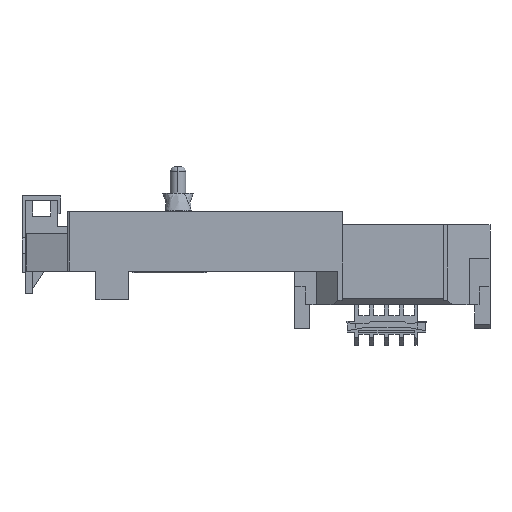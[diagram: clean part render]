
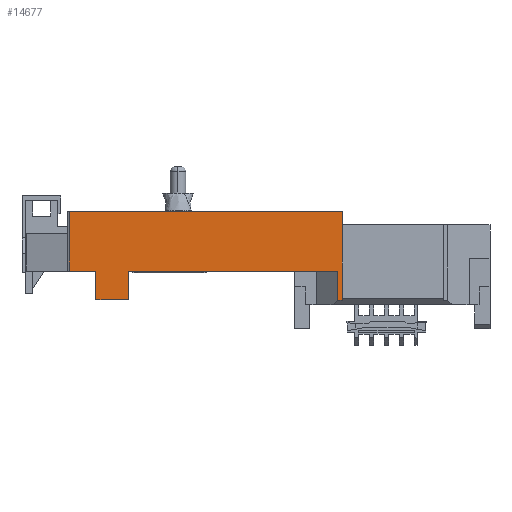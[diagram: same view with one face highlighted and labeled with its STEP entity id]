
A CAD part, left-side view. The second image highlights one B-rep face of the part: STEP entity #14677.
In plain terms, the highlighted planar face has unit normal (-1, 0, 0).
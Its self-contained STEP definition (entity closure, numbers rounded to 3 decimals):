
#54 = DIRECTION ( 'NONE',  ( 0., 0., -1. ) ) ;
#70 = EDGE_CURVE ( 'NONE', #8232, #1879, #1205, .T. ) ;
#101 = VECTOR ( 'NONE', #54, 1000. ) ;
#104 = VERTEX_POINT ( 'NONE', #11708 ) ;
#155 = ORIENTED_EDGE ( 'NONE', *, *, #7825, .F. ) ;
#160 = DIRECTION ( 'NONE',  ( 0., -1., 0. ) ) ;
#289 = CARTESIAN_POINT ( 'NONE',  ( -53., 35., 0. ) ) ;
#418 = EDGE_CURVE ( 'NONE', #14231, #104, #12646, .T. ) ;
#494 = LINE ( 'NONE', #7709, #101 ) ;
#554 = CARTESIAN_POINT ( 'NONE',  ( -53., 50., -13. ) ) ;
#626 = VECTOR ( 'NONE', #12815, 1000. ) ;
#799 = VERTEX_POINT ( 'NONE', #13178 ) ;
#844 = VERTEX_POINT ( 'NONE', #554 ) ;
#1093 = DIRECTION ( 'NONE',  ( 0., 0., -1. ) ) ;
#1205 = LINE ( 'NONE', #7851, #626 ) ;
#1838 = CARTESIAN_POINT ( 'NONE',  ( -53., -62., 21. ) ) ;
#1879 = VERTEX_POINT ( 'NONE', #14601 ) ;
#2123 = VECTOR ( 'NONE', #160, 1000. ) ;
#2323 = DIRECTION ( 'NONE',  ( 1., 0., 0. ) ) ;
#2475 = EDGE_CURVE ( 'NONE', #844, #12685, #3248, .T. ) ;
#2638 = ORIENTED_EDGE ( 'NONE', *, *, #2475, .F. ) ;
#2753 = LINE ( 'NONE', #13535, #8367 ) ;
#3248 = LINE ( 'NONE', #6814, #13043 ) ;
#3308 = EDGE_CURVE ( 'NONE', #9712, #11013, #4505, .T. ) ;
#3561 = VECTOR ( 'NONE', #9067, 1000. ) ;
#3595 = PLANE ( 'NONE',  #14054 ) ;
#4074 = ORIENTED_EDGE ( 'NONE', *, *, #15095, .T. ) ;
#4505 = LINE ( 'NONE', #11654, #2123 ) ;
#4932 = LINE ( 'NONE', #8499, #12950 ) ;
#5047 = VERTEX_POINT ( 'NONE', #1838 ) ;
#5334 = ORIENTED_EDGE ( 'NONE', *, *, #11759, .T. ) ;
#5982 = CARTESIAN_POINT ( 'NONE',  ( -53., 35., -13. ) ) ;
#6354 = FACE_OUTER_BOUND ( 'NONE', #14798, .T. ) ;
#6579 = LINE ( 'NONE', #7777, #3561 ) ;
#6596 = EDGE_CURVE ( 'NONE', #104, #8232, #10139, .T. ) ;
#6814 = CARTESIAN_POINT ( 'NONE',  ( -53., 50., -13. ) ) ;
#7158 = DIRECTION ( 'NONE',  ( 0., 0., -1. ) ) ;
#7357 = CARTESIAN_POINT ( 'NONE',  ( -53., 50., 0. ) ) ;
#7411 = VECTOR ( 'NONE', #15104, 1000. ) ;
#7513 = DIRECTION ( 'NONE',  ( 0., 0., -1. ) ) ;
#7651 = ORIENTED_EDGE ( 'NONE', *, *, #418, .T. ) ;
#7709 = CARTESIAN_POINT ( 'NONE',  ( -53., -62., 21. ) ) ;
#7777 = CARTESIAN_POINT ( 'NONE',  ( -53., 35., -13. ) ) ;
#7825 = EDGE_CURVE ( 'NONE', #5047, #1879, #494, .T. ) ;
#7851 = CARTESIAN_POINT ( 'NONE',  ( -53., 0., -13.2 ) ) ;
#7862 = ORIENTED_EDGE ( 'NONE', *, *, #6596, .T. ) ;
#7913 = CARTESIAN_POINT ( 'NONE',  ( -53., 62.195, 27. ) ) ;
#8232 = VERTEX_POINT ( 'NONE', #12641 ) ;
#8367 = VECTOR ( 'NONE', #9772, 1000. ) ;
#8499 = CARTESIAN_POINT ( 'NONE',  ( -53., -62., 27. ) ) ;
#8858 = VERTEX_POINT ( 'NONE', #12573 ) ;
#9067 = DIRECTION ( 'NONE',  ( 0., 1., 0. ) ) ;
#9712 = VERTEX_POINT ( 'NONE', #7913 ) ;
#9735 = ORIENTED_EDGE ( 'NONE', *, *, #70, .T. ) ;
#9758 = DIRECTION ( 'NONE',  ( 0., -1., 0. ) ) ;
#9772 = DIRECTION ( 'NONE',  ( 0., -1., 0. ) ) ;
#10088 = VECTOR ( 'NONE', #7513, 1000. ) ;
#10139 = LINE ( 'NONE', #14819, #15675 ) ;
#10681 = ORIENTED_EDGE ( 'NONE', *, *, #14189, .F. ) ;
#11013 = VERTEX_POINT ( 'NONE', #12998 ) ;
#11070 = DIRECTION ( 'NONE',  ( 0., 0., -1. ) ) ;
#11248 = CARTESIAN_POINT ( 'NONE',  ( -53., -62., 0. ) ) ;
#11654 = CARTESIAN_POINT ( 'NONE',  ( -53., -62., 27. ) ) ;
#11708 = CARTESIAN_POINT ( 'NONE',  ( -53., -60., 0. ) ) ;
#11759 = EDGE_CURVE ( 'NONE', #9712, #8858, #14638, .T. ) ;
#12155 = ORIENTED_EDGE ( 'NONE', *, *, #14436, .F. ) ;
#12573 = CARTESIAN_POINT ( 'NONE',  ( -53., 62.195, 0. ) ) ;
#12641 = CARTESIAN_POINT ( 'NONE',  ( -53., -60., -13.2 ) ) ;
#12646 = LINE ( 'NONE', #11248, #14018 ) ;
#12685 = VERTEX_POINT ( 'NONE', #7357 ) ;
#12815 = DIRECTION ( 'NONE',  ( 0., -1., 0. ) ) ;
#12950 = VECTOR ( 'NONE', #7158, 1000. ) ;
#12998 = CARTESIAN_POINT ( 'NONE',  ( -53., -62., 27. ) ) ;
#13043 = VECTOR ( 'NONE', #15704, 1000. ) ;
#13178 = CARTESIAN_POINT ( 'NONE',  ( -53., 35., -13. ) ) ;
#13316 = EDGE_CURVE ( 'NONE', #799, #14231, #15364, .T. ) ;
#13535 = CARTESIAN_POINT ( 'NONE',  ( -53., -62., 0. ) ) ;
#14018 = VECTOR ( 'NONE', #9758, 1000. ) ;
#14054 = AXIS2_PLACEMENT_3D ( 'NONE', #15092, #2323, #1093 ) ;
#14189 = EDGE_CURVE ( 'NONE', #799, #844, #6579, .T. ) ;
#14231 = VERTEX_POINT ( 'NONE', #289 ) ;
#14436 = EDGE_CURVE ( 'NONE', #11013, #5047, #4932, .T. ) ;
#14601 = CARTESIAN_POINT ( 'NONE',  ( -53., -62., -13.2 ) ) ;
#14612 = ORIENTED_EDGE ( 'NONE', *, *, #13316, .T. ) ;
#14638 = LINE ( 'NONE', #15962, #10088 ) ;
#14677 = ADVANCED_FACE ( 'NONE', ( #6354 ), #3595, .F. ) ;
#14798 = EDGE_LOOP ( 'NONE', ( #16504, #5334, #4074, #2638, #10681, #14612, #7651, #7862, #9735, #155, #12155 ) ) ;
#14819 = CARTESIAN_POINT ( 'NONE',  ( -53., -60., 0. ) ) ;
#15092 = CARTESIAN_POINT ( 'NONE',  ( -53., -62., 27. ) ) ;
#15095 = EDGE_CURVE ( 'NONE', #8858, #12685, #2753, .T. ) ;
#15104 = DIRECTION ( 'NONE',  ( 0., 0., 1. ) ) ;
#15364 = LINE ( 'NONE', #5982, #7411 ) ;
#15675 = VECTOR ( 'NONE', #11070, 1000. ) ;
#15704 = DIRECTION ( 'NONE',  ( 0., 0., 1. ) ) ;
#15962 = CARTESIAN_POINT ( 'NONE',  ( -53., 62.195, 27. ) ) ;
#16504 = ORIENTED_EDGE ( 'NONE', *, *, #3308, .F. ) ;
